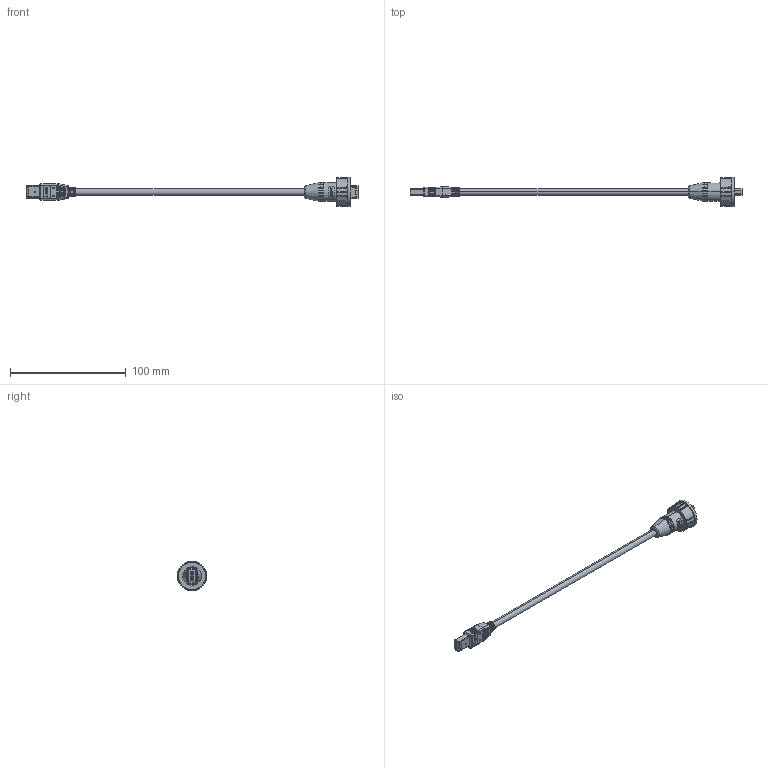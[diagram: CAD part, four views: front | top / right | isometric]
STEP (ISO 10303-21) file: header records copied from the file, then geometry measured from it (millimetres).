
FILE_DESCRIPTION (( 'STEP AP214' ), '1' );
FILE_NAME ('WP946PMM.STEP', '2009-03-10T12:11:14', ( ' ' ), ( ' ' ), 'SwSTEP 2.0', 'SolidWorks 2008', '' );
FILE_SCHEMA (( 'AUTOMOTIVE_DESIGN' ));
Length unit declared in the file: inch
Products named in the file (5): 3AB18-001; CSM94X-1M-MA1_8" LONG; WP946PMM; WP USB B M_L-com logo and no USB logo; MTN-001
Assembly tree (5 placements, depth 2):
  WP946PMM
    3AB18-001  x2
    CSM94X-1M-MA1_8" LONG
    WP USB B M_L-com logo and no USB logo
    MTN-001
Bounding box: 287.14 x 25.4 x 25.4 mm (x, y, z)
Volume: 11211.1 mm3; surface area: 12747.3 mm2
Topology: 4 solids, 6 shells, 1077 faces, 2812 edges, 1802 vertices
Faces by surface type: plane 520, bspline 239, cylinder 174, torus 83, cone 61
Entity records: 36083 total; most frequent: CARTESIAN_POINT 14601, ORIENTED_EDGE 4594, DIRECTION 3716, EDGE_CURVE 2299, VERTEX_POINT 1468, AXIS2_PLACEMENT_3D 1309, VECTOR 1098, LINE 1098
